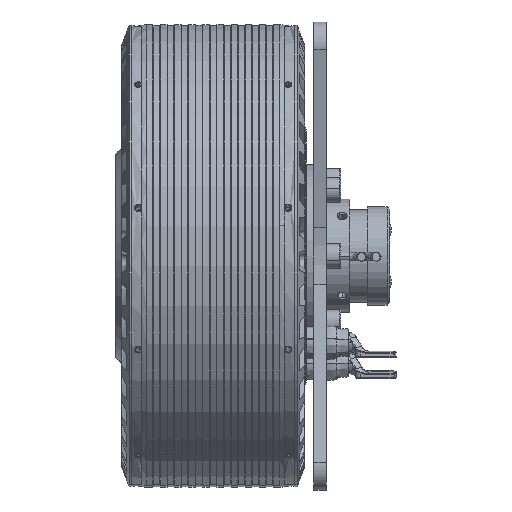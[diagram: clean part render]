
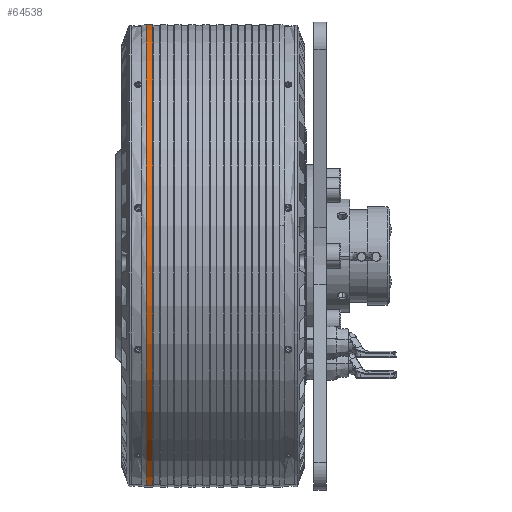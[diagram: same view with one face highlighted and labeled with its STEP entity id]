
A CAD part, front view. The second image highlights one B-rep face of the part: STEP entity #64538.
In plain terms, the highlighted cylindrical face has radius 94 mm (diameter 188 mm), a partial arc.
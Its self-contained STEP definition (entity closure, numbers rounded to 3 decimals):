
#13963 = DIRECTION ( 'NONE',  ( 0., 0., 1. ) ) ;
#15485 = CYLINDRICAL_SURFACE ( 'NONE', #71147, 94. ) ;
#16681 = FACE_OUTER_BOUND ( 'NONE', #17653, .T. ) ;
#16762 = VERTEX_POINT ( 'NONE', #68697 ) ;
#16791 = DIRECTION ( 'NONE',  ( 0., 0., 1. ) ) ;
#17653 = EDGE_LOOP ( 'NONE', ( #55632, #93472, #40312, #80180 ) ) ;
#18064 = VECTOR ( 'NONE', #92414, 1000. ) ;
#23565 = CARTESIAN_POINT ( 'NONE',  ( 0., 0., 0. ) ) ;
#23969 = CARTESIAN_POINT ( 'NONE',  ( 24.44, 0., 94. ) ) ;
#24712 = CARTESIAN_POINT ( 'NONE',  ( 24.44, 0., 0. ) ) ;
#29387 = LINE ( 'NONE', #41934, #18064 ) ;
#32789 = CARTESIAN_POINT ( 'NONE',  ( 24.44, 0., -94. ) ) ;
#33581 = VERTEX_POINT ( 'NONE', #81284 ) ;
#38608 = DIRECTION ( 'NONE',  ( 1., 0., 0. ) ) ;
#39891 = VERTEX_POINT ( 'NONE', #32789 ) ;
#40312 = ORIENTED_EDGE ( 'NONE', *, *, #85025, .T. ) ;
#41934 = CARTESIAN_POINT ( 'NONE',  ( 0., 0., -94. ) ) ;
#44531 = VECTOR ( 'NONE', #79424, 1000. ) ;
#51286 = AXIS2_PLACEMENT_3D ( 'NONE', #85960, #92921, #13963 ) ;
#55592 = CIRCLE ( 'NONE', #68845, 94. ) ;
#55632 = ORIENTED_EDGE ( 'NONE', *, *, #66675, .F. ) ;
#56184 = CARTESIAN_POINT ( 'NONE',  ( 0., 0., 94. ) ) ;
#64538 = ADVANCED_FACE ( 'NONE', ( #16681 ), #15485, .T. ) ;
#66503 = DIRECTION ( 'NONE',  ( -1., 0., 0. ) ) ;
#66675 = EDGE_CURVE ( 'NONE', #33581, #39891, #29387, .T. ) ;
#68697 = CARTESIAN_POINT ( 'NONE',  ( 27.08, 0., 94. ) ) ;
#68845 = AXIS2_PLACEMENT_3D ( 'NONE', #24712, #38608, #16791 ) ;
#71147 = AXIS2_PLACEMENT_3D ( 'NONE', #23565, #66503, #88248 ) ;
#73142 = EDGE_CURVE ( 'NONE', #16762, #33581, #83875, .T. ) ;
#73330 = EDGE_CURVE ( 'NONE', #73973, #39891, #55592, .T. ) ;
#73973 = VERTEX_POINT ( 'NONE', #23969 ) ;
#79424 = DIRECTION ( 'NONE',  ( -1., 0., 0. ) ) ;
#80180 = ORIENTED_EDGE ( 'NONE', *, *, #73330, .T. ) ;
#81284 = CARTESIAN_POINT ( 'NONE',  ( 27.08, 0., -94. ) ) ;
#83875 = CIRCLE ( 'NONE', #51286, 94. ) ;
#85025 = EDGE_CURVE ( 'NONE', #16762, #73973, #92023, .T. ) ;
#85960 = CARTESIAN_POINT ( 'NONE',  ( 27.08, 0., 0. ) ) ;
#88248 = DIRECTION ( 'NONE',  ( 0., 0., 1. ) ) ;
#92023 = LINE ( 'NONE', #56184, #44531 ) ;
#92414 = DIRECTION ( 'NONE',  ( -1., 0., 0. ) ) ;
#92921 = DIRECTION ( 'NONE',  ( 1., 0., 0. ) ) ;
#93472 = ORIENTED_EDGE ( 'NONE', *, *, #73142, .F. ) ;
